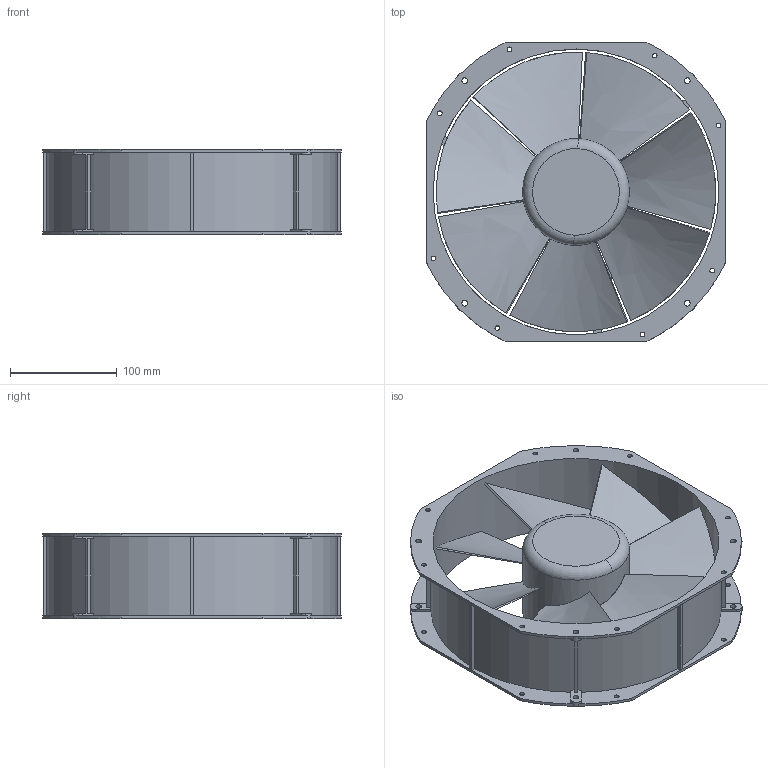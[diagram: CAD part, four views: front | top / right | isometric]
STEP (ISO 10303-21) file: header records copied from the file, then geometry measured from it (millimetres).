
FILE_DESCRIPTION (( 'STEP AP203' ), '1' );
FILE_NAME ('1976K29_EQUIPMENT-COOLING FAN.STEP', '2020-12-16T14:18:30', ( 'Administrator' ), ( 'Managed by Terraform' ), 'SwSTEP 2.0', 'SolidWorks 2017', '' );
FILE_SCHEMA (( 'CONFIG_CONTROL_DESIGN' ));
Length unit declared in the file: inch
Products named in the file (1): 1976K29_EQUIPMENT-COOLING FAN
Bounding box: 280 x 280 x 80 mm (x, y, z)
Volume: 923277.3 mm3; surface area: 344092.5 mm2
Topology: 1 solids, 1 shells, 201 faces, 588 edges, 392 vertices
Faces by surface type: cylinder 90, plane 90, bspline 19, torus 2
Entity records: 7978 total; most frequent: CARTESIAN_POINT 2434, ORIENTED_EDGE 1176, DIRECTION 1120, EDGE_CURVE 588, AXIS2_PLACEMENT_3D 409, VERTEX_POINT 392, LINE 302, VECTOR 302
